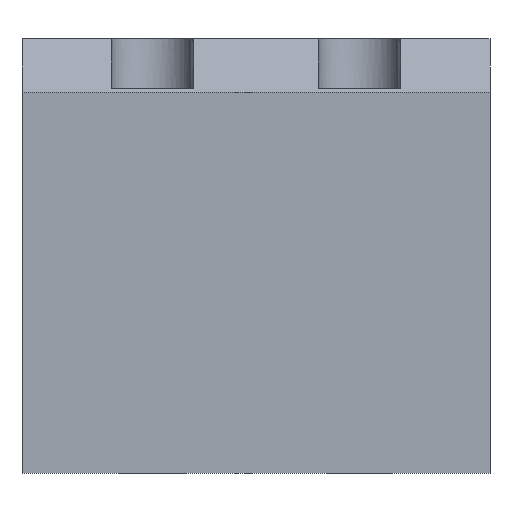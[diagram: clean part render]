
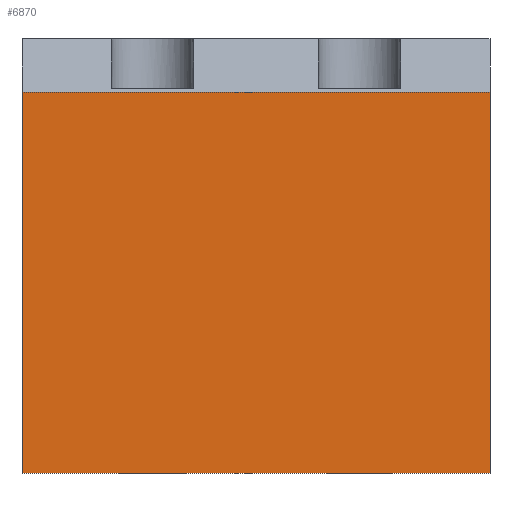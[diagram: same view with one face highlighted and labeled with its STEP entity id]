
A CAD part, front view. The second image highlights one B-rep face of the part: STEP entity #6870.
In plain terms, the highlighted free-form (B-spline) face has degree [1, 1] with [2, 2] control points.
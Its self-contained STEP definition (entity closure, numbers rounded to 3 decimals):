
#6520 = CARTESIAN_POINT ('', (0., 0., 92.));
#6530 = VERTEX_POINT ('', #6520);
#6540 = CARTESIAN_POINT ('', (0., 0., 0.));
#6550 = VERTEX_POINT ('', #6540);
#6560 = CARTESIAN_POINT ('', (0., 0., 92.));
#6570 = CARTESIAN_POINT ('', (0., 0., 0.));
#6580 = B_SPLINE_CURVE_WITH_KNOTS ('', 1, (#6560, #6570), .UNSPECIFIED., .F., .U., (2, 2), (0., 1.), .UNSPECIFIED.);
#6590 = EDGE_CURVE ('', #6530, #6550, #6580, .T.);
#6600 = ORIENTED_EDGE ('', *, *, #6590, .T.);
#6610 = CARTESIAN_POINT ('', (113., 0., 0.));
#6620 = VERTEX_POINT ('', #6610);
#6630 = CARTESIAN_POINT ('', (0., 0., 0.));
#6640 = CARTESIAN_POINT ('', (113., 0., 0.));
#6650 = B_SPLINE_CURVE_WITH_KNOTS ('', 1, (#6630, #6640), .UNSPECIFIED., .F., .U., (2, 2), (0., 1.), .UNSPECIFIED.);
#6660 = EDGE_CURVE ('', #6550, #6620, #6650, .T.);
#6670 = ORIENTED_EDGE ('', *, *, #6660, .T.);
#6680 = CARTESIAN_POINT ('', (113., 0., 92.));
#6690 = VERTEX_POINT ('', #6680);
#6700 = CARTESIAN_POINT ('', (113., 0., 0.));
#6710 = CARTESIAN_POINT ('', (113., 0., 92.));
#6720 = B_SPLINE_CURVE_WITH_KNOTS ('', 1, (#6700, #6710), .UNSPECIFIED., .F., .U., (2, 2), (0., 1.), .UNSPECIFIED.);
#6730 = EDGE_CURVE ('', #6620, #6690, #6720, .T.);
#6740 = ORIENTED_EDGE ('', *, *, #6730, .T.);
#6750 = CARTESIAN_POINT ('', (113., 0., 92.));
#6760 = CARTESIAN_POINT ('', (0., 0., 92.));
#6770 = B_SPLINE_CURVE_WITH_KNOTS ('', 1, (#6750, #6760), .UNSPECIFIED., .F., .U., (2, 2), (0., 1.), .UNSPECIFIED.);
#6780 = EDGE_CURVE ('', #6690, #6530, #6770, .T.);
#6790 = ORIENTED_EDGE ('', *, *, #6780, .T.);
#6800 = EDGE_LOOP ('', (#6600, #6670, #6740, #6790));
#6810 = FACE_OUTER_BOUND ('', #6800, .T.);
#6820 = CARTESIAN_POINT ('', (0., 0., 92.));
#6830 = CARTESIAN_POINT ('', (113., 0., 92.));
#6840 = CARTESIAN_POINT ('', (0., 0., 0.));
#6850 = CARTESIAN_POINT ('', (113., 0., 0.));
#6860 = B_SPLINE_SURFACE_WITH_KNOTS ('', 1, 1, ((#6820, #6830), (#6840, #6850)), .UNSPECIFIED., .F., .F., .U., (2, 2), (2, 2), (0., 1.), (0., 1.), .UNSPECIFIED.);
#6870 = ADVANCED_FACE ('', (#6810), #6860, .T.);
